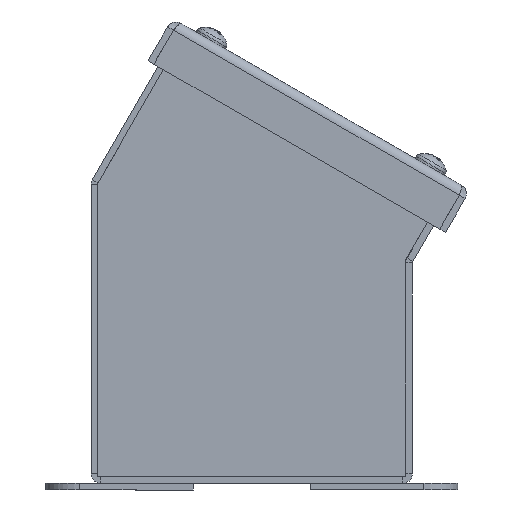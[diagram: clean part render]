
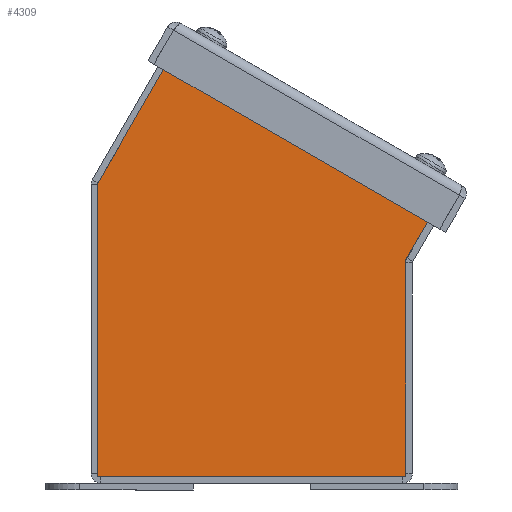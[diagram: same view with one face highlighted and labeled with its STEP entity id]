
A CAD part, front view. The second image highlights one B-rep face of the part: STEP entity #4309.
In plain terms, the highlighted face is planar.
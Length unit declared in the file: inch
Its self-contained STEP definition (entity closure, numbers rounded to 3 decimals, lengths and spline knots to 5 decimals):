
#329=LINE('',#6473,#703);
#332=LINE('',#6479,#706);
#335=LINE('',#6487,#709);
#338=LINE('',#6491,#712);
#350=LINE('',#6516,#724);
#352=LINE('',#6520,#726);
#354=LINE('',#6523,#728);
#355=LINE('',#6526,#729);
#356=LINE('',#6528,#730);
#357=LINE('',#6530,#731);
#358=LINE('',#6532,#732);
#359=LINE('',#6534,#733);
#360=LINE('',#6536,#734);
#361=LINE('',#6537,#735);
#703=VECTOR('',#5276,2.1939);
#706=VECTOR('',#5281,0.0002);
#709=VECTOR('',#5286,0.03145);
#712=VECTOR('',#5291,0.0002);
#724=VECTOR('',#5307,0.03145);
#726=VECTOR('',#5311,0.0002);
#728=VECTOR('',#5315,0.0002);
#729=VECTOR('',#5318,0.57793);
#730=VECTOR('',#5319,1.75825);
#731=VECTOR('',#5320,3.2175);
#732=VECTOR('',#5321,3.382);
#733=VECTOR('',#5322,2.375);
#734=VECTOR('',#5323,0.79688);
#735=VECTOR('',#5324,0.57793);
#1018=PLANE('',#4625);
#1274=FACE_OUTER_BOUND('',#1537,.T.);
#1537=EDGE_LOOP('',(#3186,#3187,#3188,#3189,#3190,#3191,#3192,#3193,#3194,
#3195,#3196,#3197,#3198,#3199));
#1981=VERTEX_POINT('',#6458);
#1982=VERTEX_POINT('',#6462);
#1985=VERTEX_POINT('',#6477);
#1988=VERTEX_POINT('',#6484);
#1989=VERTEX_POINT('',#6486);
#1999=VERTEX_POINT('',#6513);
#2000=VERTEX_POINT('',#6515);
#2001=VERTEX_POINT('',#6519);
#2002=VERTEX_POINT('',#6525);
#2003=VERTEX_POINT('',#6527);
#2004=VERTEX_POINT('',#6529);
#2005=VERTEX_POINT('',#6531);
#2006=VERTEX_POINT('',#6533);
#2007=VERTEX_POINT('',#6535);
#2416=EDGE_CURVE('',#1981,#1982,#329,.T.);
#2419=EDGE_CURVE('',#1982,#1985,#332,.T.);
#2422=EDGE_CURVE('',#1989,#1988,#335,.T.);
#2425=EDGE_CURVE('',#1985,#1989,#338,.T.);
#2437=EDGE_CURVE('',#2000,#1999,#350,.T.);
#2439=EDGE_CURVE('',#2001,#1981,#352,.T.);
#2441=EDGE_CURVE('',#1999,#2001,#354,.T.);
#2442=EDGE_CURVE('',#2002,#1988,#355,.T.);
#2443=EDGE_CURVE('',#2003,#2002,#356,.T.);
#2444=EDGE_CURVE('',#2004,#2003,#357,.T.);
#2445=EDGE_CURVE('',#2005,#2004,#358,.T.);
#2446=EDGE_CURVE('',#2006,#2005,#359,.T.);
#2447=EDGE_CURVE('',#2007,#2006,#360,.T.);
#2448=EDGE_CURVE('',#2000,#2007,#361,.T.);
#3186=ORIENTED_EDGE('',*,*,#2422,.T.);
#3187=ORIENTED_EDGE('',*,*,#2442,.F.);
#3188=ORIENTED_EDGE('',*,*,#2443,.F.);
#3189=ORIENTED_EDGE('',*,*,#2444,.F.);
#3190=ORIENTED_EDGE('',*,*,#2445,.F.);
#3191=ORIENTED_EDGE('',*,*,#2446,.F.);
#3192=ORIENTED_EDGE('',*,*,#2447,.F.);
#3193=ORIENTED_EDGE('',*,*,#2448,.F.);
#3194=ORIENTED_EDGE('',*,*,#2437,.T.);
#3195=ORIENTED_EDGE('',*,*,#2441,.T.);
#3196=ORIENTED_EDGE('',*,*,#2439,.T.);
#3197=ORIENTED_EDGE('',*,*,#2416,.T.);
#3198=ORIENTED_EDGE('',*,*,#2419,.T.);
#3199=ORIENTED_EDGE('',*,*,#2425,.T.);
#4309=ADVANCED_FACE('',(#1274),#1018,.T.);
#4625=AXIS2_PLACEMENT_3D('',#6524,#5316,#5317);
#5276=DIRECTION('',(-0.866,0.5,0.));
#5281=DIRECTION('',(-0.5,-0.866,0.));
#5286=DIRECTION('',(0.5,0.866,0.));
#5291=DIRECTION('',(-0.866,0.5,0.));
#5307=DIRECTION('',(-0.5,-0.866,0.));
#5311=DIRECTION('',(0.5,0.866,0.));
#5315=DIRECTION('',(-0.866,0.5,0.));
#5316=DIRECTION('center_axis',(0.,0.,1.));
#5317=DIRECTION('ref_axis',(1.,0.,0.));
#5318=DIRECTION('',(0.866,-0.5,0.));
#5319=DIRECTION('',(0.5,0.866,0.));
#5320=DIRECTION('',(0.,1.,0.));
#5321=DIRECTION('',(-1.,0.,0.));
#5322=DIRECTION('',(0.,-1.,0.));
#5323=DIRECTION('',(-0.5,-0.866,0.));
#5324=DIRECTION('',(0.866,-0.5,0.));
#6458=CARTESIAN_POINT('',(3.26414,3.32711,0.074));
#6462=CARTESIAN_POINT('',(1.36417,4.42406,0.074));
#6473=CARTESIAN_POINT('',(2.00518,4.05397,0.074));
#6477=CARTESIAN_POINT('',(1.36407,4.42389,0.074));
#6479=CARTESIAN_POINT('',(0.88724,3.59799,0.074));
#6484=CARTESIAN_POINT('',(1.37962,4.45123,0.074));
#6486=CARTESIAN_POINT('',(1.3639,4.42399,0.074));
#6487=CARTESIAN_POINT('',(0.89492,3.6117,0.074));
#6491=CARTESIAN_POINT('',(2.005,4.05385,0.074));
#6513=CARTESIAN_POINT('',(3.26421,3.32684,0.074));
#6515=CARTESIAN_POINT('',(3.27994,3.35408,0.074));
#6516=CARTESIAN_POINT('',(2.78738,2.50094,0.074));
#6519=CARTESIAN_POINT('',(3.26404,3.32694,0.074));
#6520=CARTESIAN_POINT('',(2.79507,2.51466,0.074));
#6523=CARTESIAN_POINT('',(2.95507,3.50532,0.074));
#6524=CARTESIAN_POINT('Origin',(1.69243,2.0319,0.074));
#6525=CARTESIAN_POINT('',(0.87912,4.74019,0.074));
#6526=CARTESIAN_POINT('',(3.78044,3.06511,0.074));
#6527=CARTESIAN_POINT('',(0.,3.2175,0.074));
#6528=CARTESIAN_POINT('',(0.87912,4.74019,0.074));
#6529=CARTESIAN_POINT('',(0.,0.,0.074));
#6530=CARTESIAN_POINT('',(0.,3.2175,0.074));
#6531=CARTESIAN_POINT('',(3.382,0.,0.074));
#6532=CARTESIAN_POINT('',(0.,0.,0.074));
#6533=CARTESIAN_POINT('',(3.382,2.375,0.074));
#6534=CARTESIAN_POINT('',(3.382,0.,0.074));
#6535=CARTESIAN_POINT('',(3.78044,3.06511,0.074));
#6536=CARTESIAN_POINT('',(3.382,2.375,0.074));
#6537=CARTESIAN_POINT('',(3.78044,3.06511,0.074));
